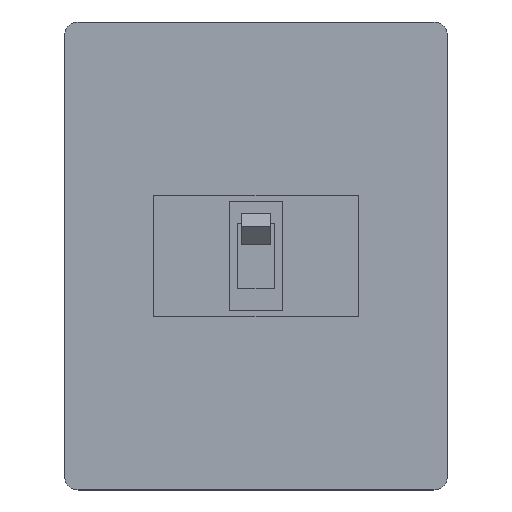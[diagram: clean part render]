
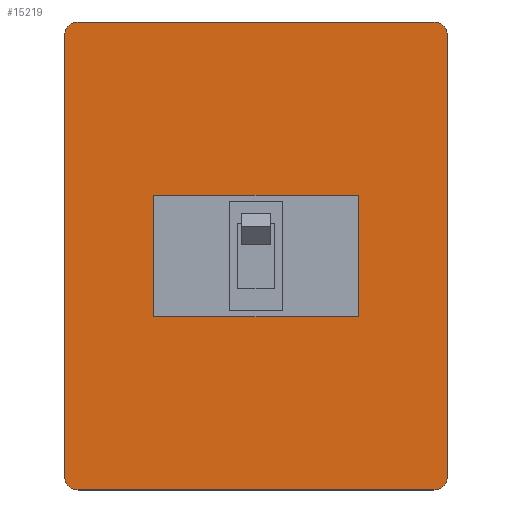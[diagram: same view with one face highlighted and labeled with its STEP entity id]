
A CAD part, top view. The second image highlights one B-rep face of the part: STEP entity #15219.
In plain terms, the highlighted planar face has unit normal (0, 0, 1).
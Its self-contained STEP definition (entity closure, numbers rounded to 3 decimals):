
#108 = DIRECTION ( 'NONE',  ( -1., 0., 0. ) ) ;
#173 = LINE ( 'NONE', #4059, #13482 ) ;
#338 = LINE ( 'NONE', #12100, #10246 ) ;
#415 = VECTOR ( 'NONE', #2162, 1000. ) ;
#567 = CIRCLE ( 'NONE', #8051, 5.5 ) ;
#835 = CARTESIAN_POINT ( 'NONE',  ( -42., -25., 15. ) ) ;
#1027 = DIRECTION ( 'NONE',  ( 0., 0., 1. ) ) ;
#1355 = ORIENTED_EDGE ( 'NONE', *, *, #4714, .T. ) ;
#1358 = CARTESIAN_POINT ( 'NONE',  ( -73., 90.5, 15. ) ) ;
#1848 = ORIENTED_EDGE ( 'NONE', *, *, #5210, .T. ) ;
#1902 = VERTEX_POINT ( 'NONE', #10634 ) ;
#1986 = ORIENTED_EDGE ( 'NONE', *, *, #2470, .T. ) ;
#2055 = AXIS2_PLACEMENT_3D ( 'NONE', #1358, #10381, #2637 ) ;
#2162 = DIRECTION ( 'NONE',  ( 1., 0., 0. ) ) ;
#2453 = EDGE_CURVE ( 'NONE', #10605, #16462, #9257, .T. ) ;
#2470 = EDGE_CURVE ( 'NONE', #1902, #9740, #15742, .T. ) ;
#2560 = CARTESIAN_POINT ( 'NONE',  ( 42., 25., 15. ) ) ;
#2637 = DIRECTION ( 'NONE',  ( 1., 0., 0. ) ) ;
#2656 = DIRECTION ( 'NONE',  ( 0., 0., 1. ) ) ;
#2718 = VERTEX_POINT ( 'NONE', #6257 ) ;
#3348 = VECTOR ( 'NONE', #7764, 1000. ) ;
#3477 = CARTESIAN_POINT ( 'NONE',  ( -73., -96., 15. ) ) ;
#3546 = CARTESIAN_POINT ( 'NONE',  ( -42., 25., 15. ) ) ;
#3562 = VECTOR ( 'NONE', #8109, 1000. ) ;
#3846 = LINE ( 'NONE', #7408, #10301 ) ;
#4014 = DIRECTION ( 'NONE',  ( 0., 0., 1. ) ) ;
#4036 = AXIS2_PLACEMENT_3D ( 'NONE', #7371, #16405, #8653 ) ;
#4059 = CARTESIAN_POINT ( 'NONE',  ( -42., 25., 15. ) ) ;
#4263 = AXIS2_PLACEMENT_3D ( 'NONE', #11730, #4014, #13030 ) ;
#4380 = CARTESIAN_POINT ( 'NONE',  ( -78.5, 96., 15. ) ) ;
#4446 = CARTESIAN_POINT ( 'NONE',  ( 73., -96., 15. ) ) ;
#4669 = FACE_OUTER_BOUND ( 'NONE', #12950, .T. ) ;
#4714 = EDGE_CURVE ( 'NONE', #12541, #8874, #567, .T. ) ;
#5126 = CARTESIAN_POINT ( 'NONE',  ( 42., -25., 15. ) ) ;
#5210 = EDGE_CURVE ( 'NONE', #8874, #1902, #338, .T. ) ;
#5221 = CARTESIAN_POINT ( 'NONE',  ( 0., 0., 15. ) ) ;
#5673 = DIRECTION ( 'NONE',  ( 0., 1., 0. ) ) ;
#5834 = ORIENTED_EDGE ( 'NONE', *, *, #15040, .F. ) ;
#5883 = CARTESIAN_POINT ( 'NONE',  ( 78.5, -90.5, 15. ) ) ;
#6251 = CARTESIAN_POINT ( 'NONE',  ( 73., 96., 15. ) ) ;
#6257 = CARTESIAN_POINT ( 'NONE',  ( -73., 96., 15. ) ) ;
#6295 = VERTEX_POINT ( 'NONE', #16174 ) ;
#6433 = VERTEX_POINT ( 'NONE', #3477 ) ;
#6518 = CARTESIAN_POINT ( 'NONE',  ( -78.5, -96., 15. ) ) ;
#7371 = CARTESIAN_POINT ( 'NONE',  ( -73., -90.5, 15. ) ) ;
#7408 = CARTESIAN_POINT ( 'NONE',  ( -78.5, 96., 15. ) ) ;
#7578 = ORIENTED_EDGE ( 'NONE', *, *, #2453, .F. ) ;
#7764 = DIRECTION ( 'NONE',  ( 1., 0., 0. ) ) ;
#7831 = CARTESIAN_POINT ( 'NONE',  ( 42., 25., 15. ) ) ;
#8051 = AXIS2_PLACEMENT_3D ( 'NONE', #8734, #1027, #10048 ) ;
#8109 = DIRECTION ( 'NONE',  ( 0., 1., 0. ) ) ;
#8497 = EDGE_CURVE ( 'NONE', #6433, #12541, #13237, .T. ) ;
#8653 = DIRECTION ( 'NONE',  ( 1., 0., 0. ) ) ;
#8674 = ORIENTED_EDGE ( 'NONE', *, *, #15647, .T. ) ;
#8734 = CARTESIAN_POINT ( 'NONE',  ( 73., -90.5, 15. ) ) ;
#8874 = VERTEX_POINT ( 'NONE', #5883 ) ;
#9116 = LINE ( 'NONE', #4380, #12560 ) ;
#9257 = LINE ( 'NONE', #7831, #12286 ) ;
#9578 = VERTEX_POINT ( 'NONE', #835 ) ;
#9700 = ORIENTED_EDGE ( 'NONE', *, *, #13674, .F. ) ;
#9740 = VERTEX_POINT ( 'NONE', #6251 ) ;
#9862 = EDGE_CURVE ( 'NONE', #2718, #6295, #12843, .T. ) ;
#9942 = CARTESIAN_POINT ( 'NONE',  ( -42., -25., 15. ) ) ;
#10048 = DIRECTION ( 'NONE',  ( 1., 0., 0. ) ) ;
#10049 = ORIENTED_EDGE ( 'NONE', *, *, #9862, .T. ) ;
#10201 = ORIENTED_EDGE ( 'NONE', *, *, #8497, .T. ) ;
#10246 = VECTOR ( 'NONE', #5673, 1000. ) ;
#10301 = VECTOR ( 'NONE', #13960, 1000. ) ;
#10339 = LINE ( 'NONE', #9942, #415 ) ;
#10381 = DIRECTION ( 'NONE',  ( 0., 0., 1. ) ) ;
#10402 = EDGE_CURVE ( 'NONE', #10597, #6433, #13010, .T. ) ;
#10597 = VERTEX_POINT ( 'NONE', #14149 ) ;
#10605 = VERTEX_POINT ( 'NONE', #2560 ) ;
#10634 = CARTESIAN_POINT ( 'NONE',  ( 78.5, 90.5, 15. ) ) ;
#11288 = ORIENTED_EDGE ( 'NONE', *, *, #10402, .T. ) ;
#11526 = FACE_BOUND ( 'NONE', #14375, .T. ) ;
#11647 = PLANE ( 'NONE',  #12159 ) ;
#11698 = DIRECTION ( 'NONE',  ( 1., 0., 0. ) ) ;
#11730 = CARTESIAN_POINT ( 'NONE',  ( 73., 90.5, 15. ) ) ;
#11913 = ORIENTED_EDGE ( 'NONE', *, *, #12294, .F. ) ;
#12028 = DIRECTION ( 'NONE',  ( 0., -1., 0. ) ) ;
#12100 = CARTESIAN_POINT ( 'NONE',  ( 78.5, 96., 15. ) ) ;
#12120 = CARTESIAN_POINT ( 'NONE',  ( 42., -25., 15. ) ) ;
#12159 = AXIS2_PLACEMENT_3D ( 'NONE', #5221, #2656, #11698 ) ;
#12185 = VERTEX_POINT ( 'NONE', #5126 ) ;
#12286 = VECTOR ( 'NONE', #108, 1000. ) ;
#12294 = EDGE_CURVE ( 'NONE', #16462, #9578, #173, .T. ) ;
#12541 = VERTEX_POINT ( 'NONE', #4446 ) ;
#12560 = VECTOR ( 'NONE', #12028, 1000. ) ;
#12843 = CIRCLE ( 'NONE', #2055, 5.5 ) ;
#12950 = EDGE_LOOP ( 'NONE', ( #15024, #11288, #10201, #1355, #1848, #1986, #8674, #10049 ) ) ;
#13010 = CIRCLE ( 'NONE', #4036, 5.5 ) ;
#13030 = DIRECTION ( 'NONE',  ( 1., 0., 0. ) ) ;
#13077 = DIRECTION ( 'NONE',  ( 0., -1., 0. ) ) ;
#13237 = LINE ( 'NONE', #6518, #3348 ) ;
#13482 = VECTOR ( 'NONE', #13077, 1000. ) ;
#13674 = EDGE_CURVE ( 'NONE', #12185, #10605, #13865, .T. ) ;
#13865 = LINE ( 'NONE', #12120, #3562 ) ;
#13960 = DIRECTION ( 'NONE',  ( -1., 0., 0. ) ) ;
#14149 = CARTESIAN_POINT ( 'NONE',  ( -78.5, -90.5, 15. ) ) ;
#14375 = EDGE_LOOP ( 'NONE', ( #7578, #9700, #5834, #11913 ) ) ;
#14843 = EDGE_CURVE ( 'NONE', #6295, #10597, #9116, .T. ) ;
#15024 = ORIENTED_EDGE ( 'NONE', *, *, #14843, .T. ) ;
#15040 = EDGE_CURVE ( 'NONE', #9578, #12185, #10339, .T. ) ;
#15219 = ADVANCED_FACE ( 'NONE', ( #4669, #11526 ), #11647, .T. ) ;
#15647 = EDGE_CURVE ( 'NONE', #9740, #2718, #3846, .T. ) ;
#15742 = CIRCLE ( 'NONE', #4263, 5.5 ) ;
#16174 = CARTESIAN_POINT ( 'NONE',  ( -78.5, 90.5, 15. ) ) ;
#16405 = DIRECTION ( 'NONE',  ( 0., 0., 1. ) ) ;
#16462 = VERTEX_POINT ( 'NONE', #3546 ) ;
